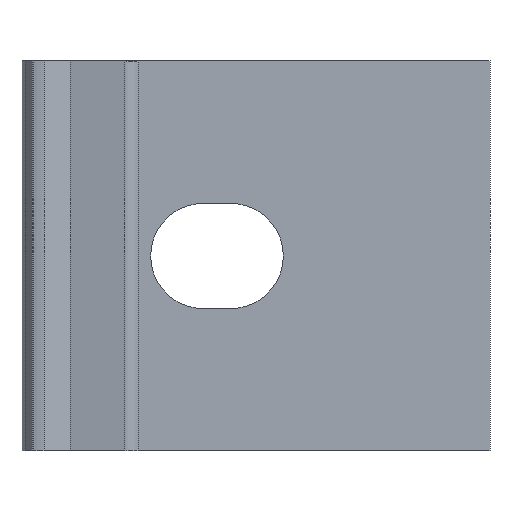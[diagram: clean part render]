
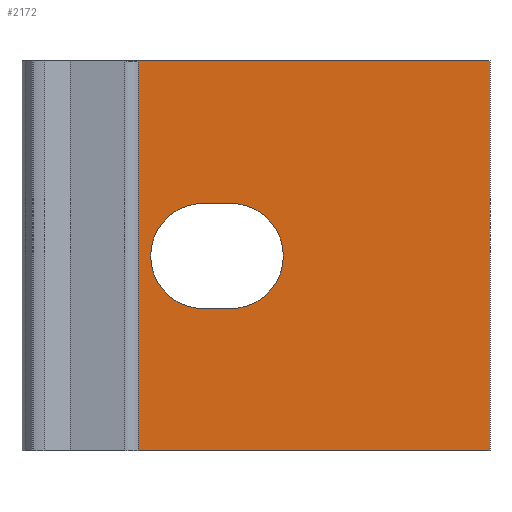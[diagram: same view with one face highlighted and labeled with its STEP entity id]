
A CAD part, front view. The second image highlights one B-rep face of the part: STEP entity #2172.
In plain terms, the highlighted planar face has unit normal (0, -1, 0).
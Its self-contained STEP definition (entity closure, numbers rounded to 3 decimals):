
#571=CARTESIAN_POINT('',(-36.75,-10.,-25.));
#572=DIRECTION('',(0.,1.,0.));
#573=DIRECTION('',(0.,0.,-1.));
#574=AXIS2_PLACEMENT_3D('',#571,#572,#573);
#576=DIRECTION('',(-1.,0.,0.));
#577=VECTOR('',#576,3.5);
#578=CARTESIAN_POINT('',(-33.25,-10.,-31.75));
#579=LINE('',#578,#577);
#580=CARTESIAN_POINT('',(-33.25,-10.,-25.));
#581=DIRECTION('',(0.,1.,0.));
#582=DIRECTION('',(0.,0.,1.));
#583=AXIS2_PLACEMENT_3D('',#580,#581,#582);
#585=DIRECTION('',(1.,0.,0.));
#586=VECTOR('',#585,3.5);
#587=CARTESIAN_POINT('',(-36.75,-10.,-18.25));
#588=LINE('',#587,#586);
#589=DIRECTION('',(0.,0.,1.));
#590=VECTOR('',#589,50.);
#591=CARTESIAN_POINT('',(-45.12,-10.,-50.));
#592=LINE('',#591,#590);
#593=DIRECTION('',(1.,0.,0.));
#594=VECTOR('',#593,45.12);
#595=CARTESIAN_POINT('',(-45.12,-10.,0.));
#596=LINE('',#595,#594);
#597=DIRECTION('',(-1.,0.,0.));
#598=VECTOR('',#597,45.12);
#599=CARTESIAN_POINT('',(0.,-10.,-50.));
#600=LINE('',#599,#598);
#681=DIRECTION('',(0.,0.,-1.));
#682=VECTOR('',#681,50.);
#683=CARTESIAN_POINT('',(0.,-10.,0.));
#684=LINE('',#683,#682);
#1421=CARTESIAN_POINT('',(-33.25,-10.,-18.25));
#1422=CARTESIAN_POINT('',(-33.25,-10.,-31.75));
#1423=VERTEX_POINT('',#1421);
#1424=VERTEX_POINT('',#1422);
#1691=CARTESIAN_POINT('',(0.,-10.,0.));
#1692=VERTEX_POINT('',#1691);
#1695=CARTESIAN_POINT('',(-36.75,-10.,-18.25));
#1696=VERTEX_POINT('',#1695);
#1748=CARTESIAN_POINT('',(0.,-10.,-50.));
#1749=VERTEX_POINT('',#1748);
#1766=CARTESIAN_POINT('',(-36.75,-10.,-31.75));
#1767=VERTEX_POINT('',#1766);
#1802=CARTESIAN_POINT('',(-45.12,-10.,-50.));
#1803=CARTESIAN_POINT('',(-45.12,-10.,0.));
#1804=VERTEX_POINT('',#1802);
#1805=VERTEX_POINT('',#1803);
#2148=CARTESIAN_POINT('',(-46.904,-10.,-50.));
#2149=DIRECTION('',(0.,-1.,0.));
#2150=DIRECTION('',(1.,0.,0.));
#2151=AXIS2_PLACEMENT_3D('',#2148,#2149,#2150);
#2152=PLANE('',#2151);
#2154=ORIENTED_EDGE('',*,*,#2153,.T.);
#2155=ORIENTED_EDGE('',*,*,#2124,.T.);
#2157=ORIENTED_EDGE('',*,*,#2156,.T.);
#2159=ORIENTED_EDGE('',*,*,#2158,.T.);
#2160=EDGE_LOOP('',(#2154,#2155,#2157,#2159));
#2161=FACE_OUTER_BOUND('',#2160,.F.);
#2163=ORIENTED_EDGE('',*,*,#2162,.F.);
#2165=ORIENTED_EDGE('',*,*,#2164,.F.);
#2167=ORIENTED_EDGE('',*,*,#2166,.F.);
#2169=ORIENTED_EDGE('',*,*,#2168,.F.);
#2170=EDGE_LOOP('',(#2163,#2165,#2167,#2169));
#2171=FACE_BOUND('',#2170,.F.);
#2172=ADVANCED_FACE('',(#2161,#2171),#2152,.T.);
#575=CIRCLE('',#574,6.75);
#584=CIRCLE('',#583,6.75);
#2124=EDGE_CURVE('',#1805,#1692,#596,.T.);
#2153=EDGE_CURVE('',#1804,#1805,#592,.T.);
#2156=EDGE_CURVE('',#1692,#1749,#684,.T.);
#2158=EDGE_CURVE('',#1749,#1804,#600,.T.);
#2162=EDGE_CURVE('',#1767,#1696,#575,.T.);
#2164=EDGE_CURVE('',#1424,#1767,#579,.T.);
#2166=EDGE_CURVE('',#1423,#1424,#584,.T.);
#2168=EDGE_CURVE('',#1696,#1423,#588,.T.);
